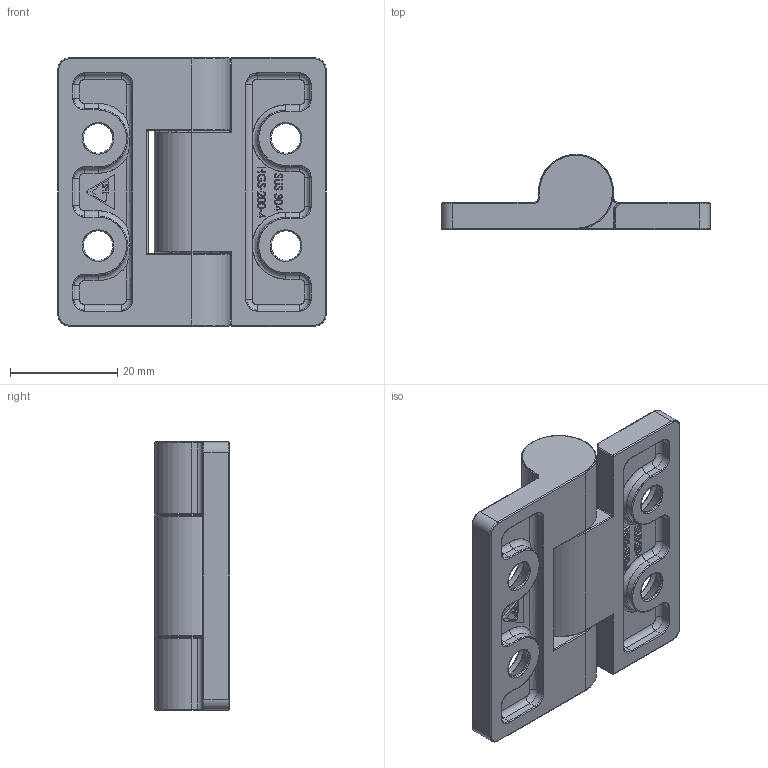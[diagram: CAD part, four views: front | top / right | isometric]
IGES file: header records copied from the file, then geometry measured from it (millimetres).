
Start section: SolidWorks IGES file using analytic representation for surfaces
Global section: file name: OH-8064-4_3D.IGS; native system: SolidWorks 2020; preprocessor: SolidWorks 2020; author: user; date: 250109.104426; units: millimetre
Bounding box: 50 x 14 x 50 mm (x, y, z)
Surface area: 9804.8 mm2 (no closed solid volume)
Topology: 0 solids, 0 shells, 582 faces, 5500 edges, 5485 vertices
Faces by surface type: bspline 417, revolution 165
